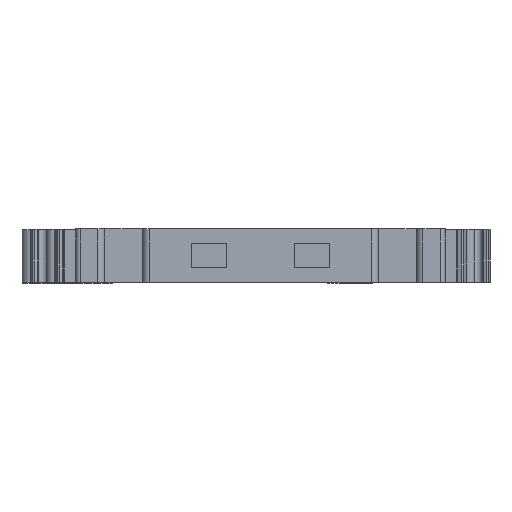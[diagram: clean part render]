
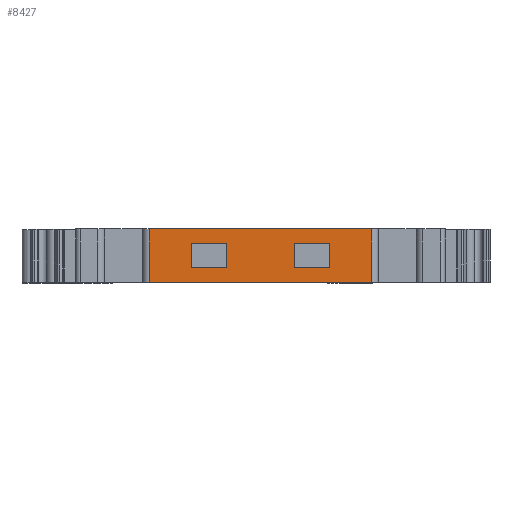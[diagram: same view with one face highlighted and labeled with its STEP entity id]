
A CAD part, top view. The second image highlights one B-rep face of the part: STEP entity #8427.
In plain terms, the highlighted planar face has unit normal (0, 0, 1).
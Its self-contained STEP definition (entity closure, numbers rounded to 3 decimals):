
#1565=ORIENTED_EDGE('',*,*,#2953,.T.);
#1566=ORIENTED_EDGE('',*,*,#2886,.F.);
#1567=ORIENTED_EDGE('',*,*,#2954,.F.);
#1568=ORIENTED_EDGE('',*,*,#2805,.T.);
#1569=ORIENTED_EDGE('',*,*,#2210,.F.);
#1570=ORIENTED_EDGE('',*,*,#2212,.F.);
#1571=ORIENTED_EDGE('',*,*,#2205,.F.);
#1572=ORIENTED_EDGE('',*,*,#2208,.F.);
#1573=ORIENTED_EDGE('',*,*,#2198,.F.);
#1574=ORIENTED_EDGE('',*,*,#2200,.F.);
#1575=ORIENTED_EDGE('',*,*,#2193,.F.);
#1576=ORIENTED_EDGE('',*,*,#2196,.F.);
#2193=EDGE_CURVE('',#3111,#3112,#3727,.T.);
#2196=EDGE_CURVE('',#3113,#3111,#3730,.T.);
#2198=EDGE_CURVE('',#3114,#3113,#3732,.T.);
#2200=EDGE_CURVE('',#3112,#3114,#3734,.T.);
#2205=EDGE_CURVE('',#3119,#3120,#3739,.T.);
#2208=EDGE_CURVE('',#3121,#3119,#3742,.T.);
#2210=EDGE_CURVE('',#3122,#3121,#3744,.T.);
#2212=EDGE_CURVE('',#3120,#3122,#3746,.T.);
#2805=EDGE_CURVE('',#3556,#3555,#4216,.T.);
#2886=EDGE_CURVE('',#3633,#3634,#4261,.T.);
#2953=EDGE_CURVE('',#3555,#3634,#4305,.T.);
#2954=EDGE_CURVE('',#3556,#3633,#4306,.T.);
#3111=VERTEX_POINT('',#10964);
#3112=VERTEX_POINT('',#10965);
#3113=VERTEX_POINT('',#10970);
#3114=VERTEX_POINT('',#10974);
#3119=VERTEX_POINT('',#10989);
#3120=VERTEX_POINT('',#10990);
#3121=VERTEX_POINT('',#10995);
#3122=VERTEX_POINT('',#10999);
#3555=VERTEX_POINT('',#12174);
#3556=VERTEX_POINT('',#12176);
#3633=VERTEX_POINT('',#12334);
#3634=VERTEX_POINT('',#12336);
#3727=LINE('',#10963,#4463);
#3730=LINE('',#10969,#4466);
#3732=LINE('',#10973,#4468);
#3734=LINE('',#10977,#4470);
#3739=LINE('',#10988,#4475);
#3742=LINE('',#10994,#4478);
#3744=LINE('',#10998,#4480);
#3746=LINE('',#11002,#4482);
#4216=LINE('',#12175,#4952);
#4261=LINE('',#12335,#4997);
#4305=LINE('',#12463,#5041);
#4306=LINE('',#12465,#5042);
#4463=VECTOR('',#9112,1000.);
#4466=VECTOR('',#9117,1000.);
#4468=VECTOR('',#9121,1000.);
#4470=VECTOR('',#9125,1000.);
#4475=VECTOR('',#9134,1000.);
#4478=VECTOR('',#9139,1000.);
#4480=VECTOR('',#9143,1000.);
#4482=VECTOR('',#9147,1000.);
#4952=VECTOR('',#10157,1000.);
#4997=VECTOR('',#10276,1000.);
#5041=VECTOR('',#10378,1000.);
#5042=VECTOR('',#10381,1000.);
#5361=EDGE_LOOP('',(#1565,#1566,#1567,#1568));
#5362=EDGE_LOOP('',(#1569,#1570,#1571,#1572));
#5363=EDGE_LOOP('',(#1573,#1574,#1575,#1576));
#5691=FACE_BOUND('',#5361,.T.);
#5692=FACE_BOUND('',#5362,.T.);
#5693=FACE_BOUND('',#5363,.T.);
#5948=PLANE('',#8924);
#8427=ADVANCED_FACE('',(#5691,#5692,#5693),#5948,.F.);
#8924=AXIS2_PLACEMENT_3D('',#12464,#10379,#10380);
#9112=DIRECTION('',(-1.,0.,0.));
#9117=DIRECTION('',(0.,1.,0.));
#9121=DIRECTION('',(1.,0.,0.));
#9125=DIRECTION('',(0.,-1.,0.));
#9134=DIRECTION('',(-1.,0.,0.));
#9139=DIRECTION('',(0.,1.,0.));
#9143=DIRECTION('',(1.,0.,0.));
#9147=DIRECTION('',(0.,-1.,0.));
#10157=DIRECTION('',(-1.,0.,0.));
#10276=DIRECTION('',(-1.,0.,0.));
#10378=DIRECTION('',(0.,-1.,0.));
#10379=DIRECTION('',(0.,0.,-1.));
#10380=DIRECTION('',(-1.,0.,0.));
#10381=DIRECTION('',(0.,-1.,0.));
#10963=CARTESIAN_POINT('',(8.697,4.4,45.525));
#10964=CARTESIAN_POINT('',(8.697,4.4,45.525));
#10965=CARTESIAN_POINT('',(4.697,4.4,45.525));
#10969=CARTESIAN_POINT('',(8.697,1.58,45.525));
#10970=CARTESIAN_POINT('',(8.697,1.58,45.525));
#10973=CARTESIAN_POINT('',(4.697,1.58,45.525));
#10974=CARTESIAN_POINT('',(4.697,1.58,45.525));
#10977=CARTESIAN_POINT('',(4.697,4.4,45.525));
#10988=CARTESIAN_POINT('',(-3.003,4.4,45.525));
#10989=CARTESIAN_POINT('',(-3.003,4.4,45.525));
#10990=CARTESIAN_POINT('',(-7.003,4.4,45.525));
#10994=CARTESIAN_POINT('',(-3.003,1.58,45.525));
#10995=CARTESIAN_POINT('',(-3.003,1.58,45.525));
#10998=CARTESIAN_POINT('',(-7.003,1.58,45.525));
#10999=CARTESIAN_POINT('',(-7.003,1.58,45.525));
#11002=CARTESIAN_POINT('',(-7.003,4.4,45.525));
#12174=CARTESIAN_POINT('',(-11.751,6.,45.525));
#12175=CARTESIAN_POINT('',(21.847,6.,45.525));
#12176=CARTESIAN_POINT('',(13.445,6.,45.525));
#12334=CARTESIAN_POINT('',(13.445,-0.02,45.525));
#12335=CARTESIAN_POINT('',(21.847,-0.02,45.525));
#12336=CARTESIAN_POINT('',(-11.751,-0.02,45.525));
#12463=CARTESIAN_POINT('',(-11.751,11.4,45.525));
#12464=CARTESIAN_POINT('',(21.847,3.,45.525));
#12465=CARTESIAN_POINT('',(13.445,11.4,45.525));
